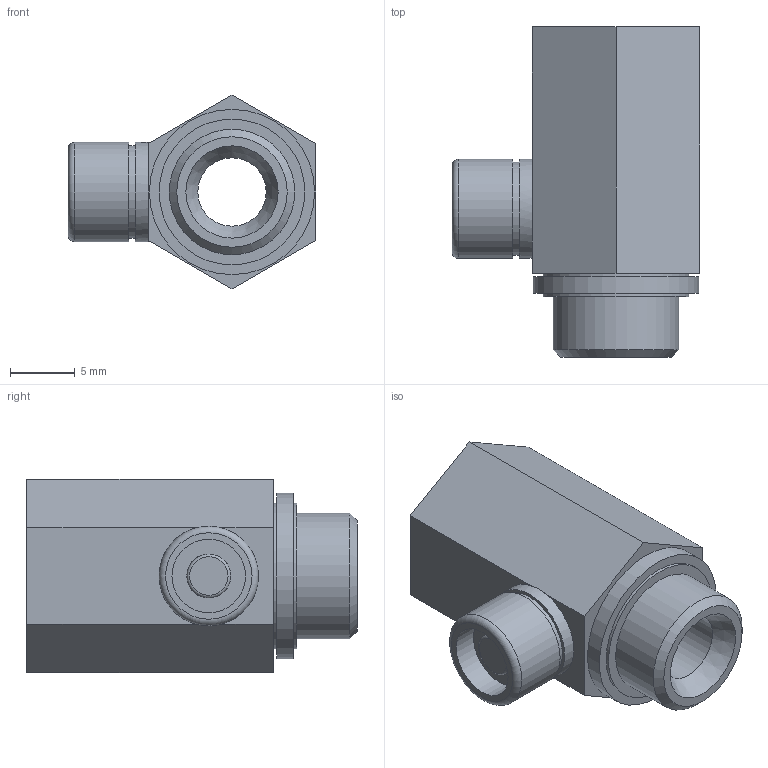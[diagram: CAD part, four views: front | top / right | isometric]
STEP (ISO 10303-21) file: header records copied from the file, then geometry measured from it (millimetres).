
FILE_DESCRIPTION(/* description */ ('STEP AP214'),/* implementation_level */ '2;1');
FILE_NAME(/* name */ '184585_HAB-1_8',/* time_stamp */ '2024-08-28T23:20:05+02:00',/* author */ ('License CC BY-ND 4.0'),/* organization */ ('CADENAS'),/* preprocessor_version */ 'ST-DEVELOPER v19.3',/* originating_system */ 'PARTsolutions',/* authorisation */ ' ');
FILE_SCHEMA (('AUTOMOTIVE_DESIGN {1 0 10303 214 3 1 1}'));
Length unit declared in the file: millimetre
Products named in the file (1): 184585 HAB-1/8
Bounding box: 19.2 x 25.6 x 15.01 mm (x, y, z)
Volume: 2645.1 mm3; surface area: 2066.2 mm2
Topology: 1 solids, 1 shells, 37 faces, 70 edges, 43 vertices
Faces by surface type: plane 20, cylinder 10, cone 5, torus 2
Full cylindrical faces by diameter (mm): 5.3 x1, 5.7 x1, 7.2 x1, 7.7 x2, 8.566 x1, 9.728 x1, 11.3 x2, 12.8 x1
Entity records: 1120 total; most frequent: DIRECTION 158, CARTESIAN_POINT 132, ORIENTED_EDGE 104, AXIS2_PLACEMENT_3D 68, EDGE_LOOP 64, FACE_BOUND 64, EDGE_CURVE 52, VERTEX_POINT 42
